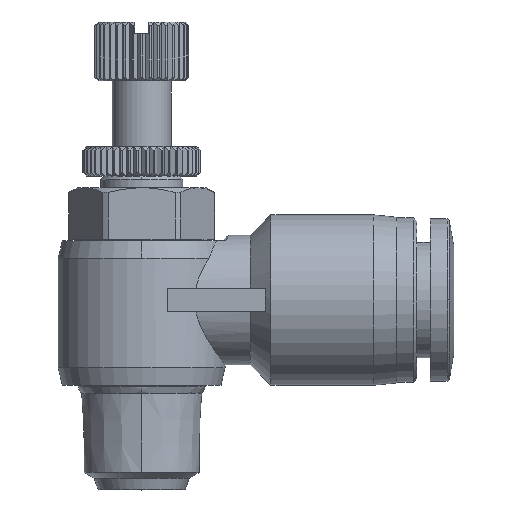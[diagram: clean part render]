
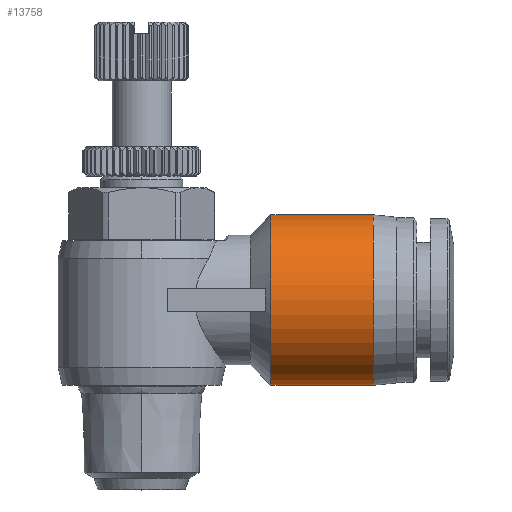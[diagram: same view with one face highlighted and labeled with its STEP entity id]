
A CAD part, top view. The second image highlights one B-rep face of the part: STEP entity #13758.
In plain terms, the highlighted cylindrical face has radius 7.25 mm (diameter 14.5 mm), a partial arc.
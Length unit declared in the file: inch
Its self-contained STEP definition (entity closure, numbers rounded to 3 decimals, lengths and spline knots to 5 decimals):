
#1241 = LINE ( 'NONE', #13837, #4218 ) ;
#1263 = CARTESIAN_POINT ( 'NONE',  ( 0.43307, 0.63583, 0. ) ) ;
#1638 = DIRECTION ( 'NONE',  ( 0., -1., 0. ) ) ;
#2257 = FACE_OUTER_BOUND ( 'NONE', #10639, .T. ) ;
#2396 = DIRECTION ( 'NONE',  ( 0., -1., 0. ) ) ;
#2453 = CARTESIAN_POINT ( 'NONE',  ( 0.60433, 0.35039, 0. ) ) ;
#3156 = CARTESIAN_POINT ( 'NONE',  ( 0.77559, 0.92126, 0. ) ) ;
#3583 = DIRECTION ( 'NONE',  ( -1., 0., 0. ) ) ;
#3697 = VERTEX_POINT ( 'NONE', #5827 ) ;
#4218 = VECTOR ( 'NONE', #12732, 39.37008 ) ;
#4518 = AXIS2_PLACEMENT_3D ( 'NONE', #8394, #4984, #1638 ) ;
#4572 = AXIS2_PLACEMENT_3D ( 'NONE', #12079, #5306, #13206 ) ;
#4786 = CIRCLE ( 'NONE', #8062, 0.28543 ) ;
#4881 = CYLINDRICAL_SURFACE ( 'NONE', #4518, 0.28543 ) ;
#4984 = DIRECTION ( 'NONE',  ( -1., 0., 0. ) ) ;
#5306 = DIRECTION ( 'NONE',  ( 1., 0., 0. ) ) ;
#5827 = CARTESIAN_POINT ( 'NONE',  ( 0.43307, 0.35039, 0. ) ) ;
#5934 = CARTESIAN_POINT ( 'NONE',  ( 0.43307, 0.92126, 0. ) ) ;
#6550 = CARTESIAN_POINT ( 'NONE',  ( 0.77559, 0.35039, 0. ) ) ;
#7233 = EDGE_CURVE ( 'NONE', #12856, #3697, #8651, .T. ) ;
#7282 = VERTEX_POINT ( 'NONE', #5934 ) ;
#8062 = AXIS2_PLACEMENT_3D ( 'NONE', #1263, #9157, #2396 ) ;
#8394 = CARTESIAN_POINT ( 'NONE',  ( 0.60433, 0.63583, 0. ) ) ;
#8651 = LINE ( 'NONE', #2453, #11665 ) ;
#9157 = DIRECTION ( 'NONE',  ( 1., 0., 0. ) ) ;
#9245 = EDGE_CURVE ( 'NONE', #12505, #12856, #13614, .T. ) ;
#9527 = EDGE_CURVE ( 'NONE', #7282, #3697, #4786, .T. ) ;
#10639 = EDGE_LOOP ( 'NONE', ( #14371, #11280, #11045, #10889 ) ) ;
#10889 = ORIENTED_EDGE ( 'NONE', *, *, #7233, .F. ) ;
#11022 = EDGE_CURVE ( 'NONE', #12505, #7282, #1241, .T. ) ;
#11045 = ORIENTED_EDGE ( 'NONE', *, *, #9527, .T. ) ;
#11280 = ORIENTED_EDGE ( 'NONE', *, *, #11022, .T. ) ;
#11665 = VECTOR ( 'NONE', #3583, 39.37008 ) ;
#12079 = CARTESIAN_POINT ( 'NONE',  ( 0.77559, 0.63583, 0. ) ) ;
#12505 = VERTEX_POINT ( 'NONE', #3156 ) ;
#12732 = DIRECTION ( 'NONE',  ( -1., 0., 0. ) ) ;
#12856 = VERTEX_POINT ( 'NONE', #6550 ) ;
#13206 = DIRECTION ( 'NONE',  ( 0., -1., 0. ) ) ;
#13614 = CIRCLE ( 'NONE', #4572, 0.28543 ) ;
#13758 = ADVANCED_FACE ( 'NONE', ( #2257 ), #4881, .T. ) ;
#13837 = CARTESIAN_POINT ( 'NONE',  ( 0.60433, 0.92126, 0. ) ) ;
#14371 = ORIENTED_EDGE ( 'NONE', *, *, #9245, .F. ) ;
